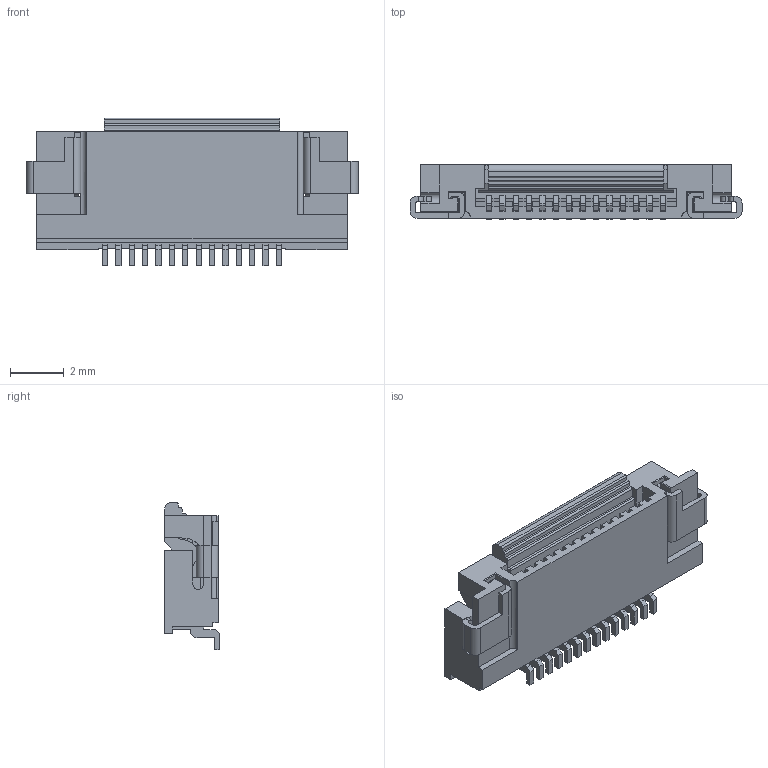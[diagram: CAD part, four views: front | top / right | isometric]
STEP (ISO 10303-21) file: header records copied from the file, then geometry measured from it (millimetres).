
FILE_DESCRIPTION((''),'2;1');
FILE_NAME('528921433','2016-11-29T',('ksrinivasara'),(''),'PRO/ENGINEER BY PARAMETRIC TECHNOLOGY CORPORATION, 2012310','PRO/ENGINEER BY PARAMETRIC TECHNOLOGY CORPORATION, 2012310','');
FILE_SCHEMA(('CONFIG_CONTROL_DESIGN'));
Length unit declared in the file: millimetre
Products named in the file (1): 528921433
Bounding box: 12.4 x 2.04 x 5.5 mm (x, y, z)
Volume: 71.4 mm3; surface area: 386.4 mm2
Topology: 1 solids, 1 shells, 779 faces, 2319 edges, 1556 vertices
Faces by surface type: plane 656, cylinder 123
Entity records: 25830 total; most frequent: CARTESIAN_POINT 4679, ORIENTED_EDGE 4506, DIRECTION 4121, EDGE_CURVE 2253, VECTOR 2045, LINE 2045, VERTEX_POINT 1488, AXIS2_PLACEMENT_3D 1038
